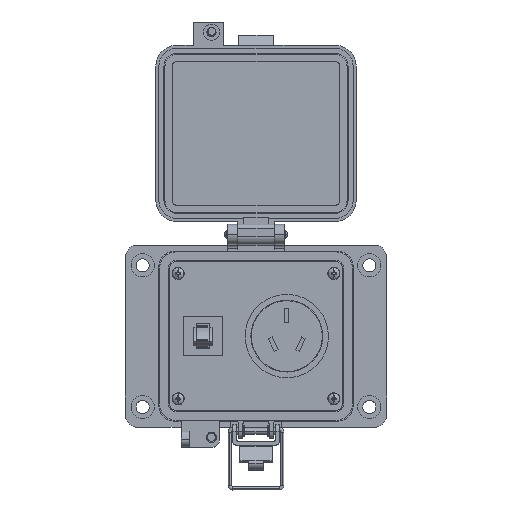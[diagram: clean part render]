
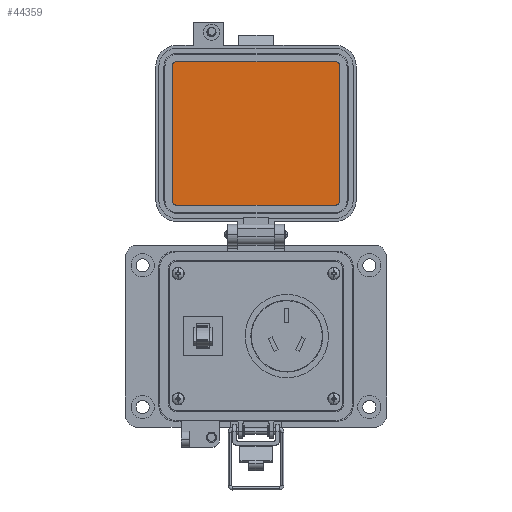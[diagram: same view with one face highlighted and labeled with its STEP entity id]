
A CAD part, top view. The second image highlights one B-rep face of the part: STEP entity #44359.
In plain terms, the highlighted planar face has unit normal (0, 0, 1).
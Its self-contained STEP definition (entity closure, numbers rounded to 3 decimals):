
#547 = AXIS2_PLACEMENT_3D ( 'NONE', #24252, #55091, #29443 ) ;
#851 = ORIENTED_EDGE ( 'NONE', *, *, #47287, .F. ) ;
#3070 = CARTESIAN_POINT ( 'NONE',  ( -3.279, 128.688, 19.202 ) ) ;
#3358 = DIRECTION ( 'NONE',  ( 1., 0., 0. ) ) ;
#3560 = PLANE ( 'NONE',  #56513 ) ;
#3984 = EDGE_LOOP ( 'NONE', ( #6847, #42825, #33961, #16974, #851, #45039, #8953, #53948 ) ) ;
#4214 = CARTESIAN_POINT ( 'NONE',  ( -44.769, 126.389, 19.202 ) ) ;
#4685 = VERTEX_POINT ( 'NONE', #27274 ) ;
#4799 = DIRECTION ( 'NONE',  ( 0., 0., -1. ) ) ;
#4847 = DIRECTION ( 'NONE',  ( -1., 0., 0. ) ) ;
#5325 = VERTEX_POINT ( 'NONE', #13240 ) ;
#6243 = DIRECTION ( 'NONE',  ( 1., 0., 0. ) ) ;
#6847 = ORIENTED_EDGE ( 'NONE', *, *, #53636, .F. ) ;
#8112 = CARTESIAN_POINT ( 'NONE',  ( -42.469, 128.688, 19.202 ) ) ;
#8953 = ORIENTED_EDGE ( 'NONE', *, *, #46270, .F. ) ;
#9508 = VERTEX_POINT ( 'NONE', #4214 ) ;
#11138 = CARTESIAN_POINT ( 'NONE',  ( 35.912, 126.389, 19.202 ) ) ;
#11421 = DIRECTION ( 'NONE',  ( 0., 0., -1. ) ) ;
#11586 = VECTOR ( 'NONE', #3358, 1000. ) ;
#13240 = CARTESIAN_POINT ( 'NONE',  ( -42.469, 57.705, 19.202 ) ) ;
#16545 = LINE ( 'NONE', #37921, #39083 ) ;
#16558 = DIRECTION ( 'NONE',  ( 0., 0., 1. ) ) ;
#16784 = LINE ( 'NONE', #21122, #21295 ) ;
#16974 = ORIENTED_EDGE ( 'NONE', *, *, #34031, .F. ) ;
#20433 = VERTEX_POINT ( 'NONE', #27663 ) ;
#21122 = CARTESIAN_POINT ( 'NONE',  ( -44.769, 93.196, 19.202 ) ) ;
#21295 = VECTOR ( 'NONE', #51387, 1000. ) ;
#22489 = VERTEX_POINT ( 'NONE', #56899 ) ;
#22794 = AXIS2_PLACEMENT_3D ( 'NONE', #11138, #29335, #6243 ) ;
#24252 = CARTESIAN_POINT ( 'NONE',  ( -42.469, 126.389, 19.202 ) ) ;
#25417 = CIRCLE ( 'NONE', #547, 2.299 ) ;
#25484 = DIRECTION ( 'NONE',  ( 0., -1., 0. ) ) ;
#25779 = DIRECTION ( 'NONE',  ( -1., 0., 0. ) ) ;
#26064 = CARTESIAN_POINT ( 'NONE',  ( 39.871, 130.108, 19.202 ) ) ;
#27274 = CARTESIAN_POINT ( 'NONE',  ( 35.912, 128.688, 19.202 ) ) ;
#27663 = CARTESIAN_POINT ( 'NONE',  ( -44.769, 60.004, 19.202 ) ) ;
#29335 = DIRECTION ( 'NONE',  ( 0., 0., -1. ) ) ;
#29443 = DIRECTION ( 'NONE',  ( 0., -1., 0. ) ) ;
#33092 = DIRECTION ( 'NONE',  ( 0., -1., 0. ) ) ;
#33869 = CIRCLE ( 'NONE', #22794, 2.299 ) ;
#33961 = ORIENTED_EDGE ( 'NONE', *, *, #53688, .F. ) ;
#34031 = EDGE_CURVE ( 'NONE', #46915, #4685, #42593, .T. ) ;
#35856 = VERTEX_POINT ( 'NONE', #55324 ) ;
#37921 = CARTESIAN_POINT ( 'NONE',  ( 38.212, 93.196, 19.202 ) ) ;
#38134 = VERTEX_POINT ( 'NONE', #43638 ) ;
#39083 = VECTOR ( 'NONE', #25484, 1000. ) ;
#39181 = EDGE_CURVE ( 'NONE', #20433, #9508, #16784, .T. ) ;
#39496 = LINE ( 'NONE', #48405, #45466 ) ;
#42593 = LINE ( 'NONE', #3070, #11586 ) ;
#42806 = AXIS2_PLACEMENT_3D ( 'NONE', #44318, #4799, #53230 ) ;
#42825 = ORIENTED_EDGE ( 'NONE', *, *, #43025, .F. ) ;
#42849 = CIRCLE ( 'NONE', #42806, 2.299 ) ;
#43025 = EDGE_CURVE ( 'NONE', #22489, #35856, #16545, .T. ) ;
#43638 = CARTESIAN_POINT ( 'NONE',  ( 35.912, 57.705, 19.202 ) ) ;
#44086 = EDGE_CURVE ( 'NONE', #38134, #5325, #39496, .T. ) ;
#44318 = CARTESIAN_POINT ( 'NONE',  ( -42.469, 60.004, 19.202 ) ) ;
#44359 = ADVANCED_FACE ( 'NONE', ( #56074 ), #3560, .T. ) ;
#44887 = CIRCLE ( 'NONE', #47631, 2.299 ) ;
#45039 = ORIENTED_EDGE ( 'NONE', *, *, #39181, .F. ) ;
#45466 = VECTOR ( 'NONE', #4847, 1000. ) ;
#46270 = EDGE_CURVE ( 'NONE', #5325, #20433, #42849, .T. ) ;
#46915 = VERTEX_POINT ( 'NONE', #8112 ) ;
#47287 = EDGE_CURVE ( 'NONE', #9508, #46915, #25417, .T. ) ;
#47631 = AXIS2_PLACEMENT_3D ( 'NONE', #54710, #11421, #33092 ) ;
#48405 = CARTESIAN_POINT ( 'NONE',  ( -3.279, 57.705, 19.202 ) ) ;
#51387 = DIRECTION ( 'NONE',  ( 0., 1., 0. ) ) ;
#53230 = DIRECTION ( 'NONE',  ( 1., 0., 0. ) ) ;
#53636 = EDGE_CURVE ( 'NONE', #35856, #38134, #44887, .T. ) ;
#53688 = EDGE_CURVE ( 'NONE', #4685, #22489, #33869, .T. ) ;
#53948 = ORIENTED_EDGE ( 'NONE', *, *, #44086, .F. ) ;
#54710 = CARTESIAN_POINT ( 'NONE',  ( 35.912, 60.004, 19.202 ) ) ;
#55091 = DIRECTION ( 'NONE',  ( 0., 0., -1. ) ) ;
#55324 = CARTESIAN_POINT ( 'NONE',  ( 38.212, 60.004, 19.202 ) ) ;
#56074 = FACE_OUTER_BOUND ( 'NONE', #3984, .T. ) ;
#56513 = AXIS2_PLACEMENT_3D ( 'NONE', #26064, #16558, #25779 ) ;
#56899 = CARTESIAN_POINT ( 'NONE',  ( 38.212, 126.389, 19.202 ) ) ;
